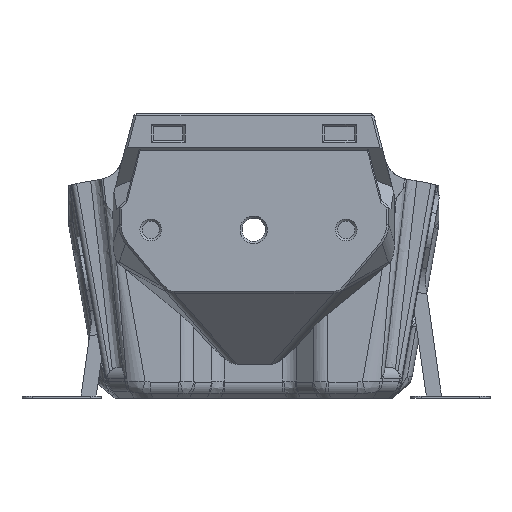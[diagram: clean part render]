
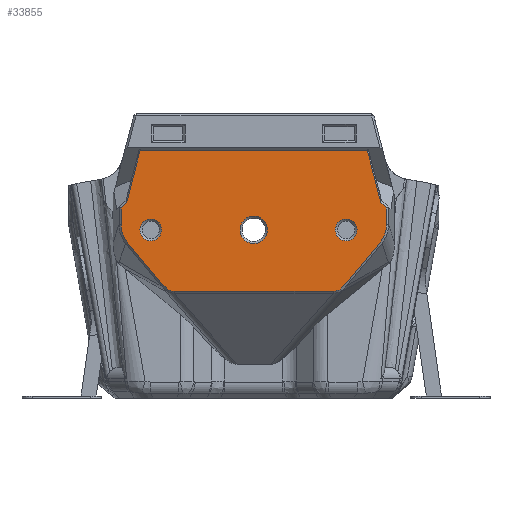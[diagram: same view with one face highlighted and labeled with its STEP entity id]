
A CAD part, front view. The second image highlights one B-rep face of the part: STEP entity #33855.
In plain terms, the highlighted planar face has unit normal (0, -1, 0).
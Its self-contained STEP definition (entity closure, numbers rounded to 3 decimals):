
#1134=B_SPLINE_CURVE_WITH_KNOTS('',3,(#61196,#61197,#61198,#61199),
 .UNSPECIFIED.,.F.,.F.,(4,4),(0.,0.004),.UNSPECIFIED.);
#1135=B_SPLINE_CURVE_WITH_KNOTS('',3,(#61203,#61204,#61205,#61206),
 .UNSPECIFIED.,.F.,.F.,(4,4),(0.,0.002),.UNSPECIFIED.);
#1136=B_SPLINE_CURVE_WITH_KNOTS('',3,(#61208,#61209,#61210,#61211),
 .UNSPECIFIED.,.F.,.F.,(4,4),(0.,0.001),.UNSPECIFIED.);
#1137=B_SPLINE_CURVE_WITH_KNOTS('',3,(#61215,#61216,#61217,#61218),
 .UNSPECIFIED.,.F.,.F.,(4,4),(0.,0.001),.UNSPECIFIED.);
#1138=B_SPLINE_CURVE_WITH_KNOTS('',3,(#61220,#61221,#61222,#61223),
 .UNSPECIFIED.,.F.,.F.,(4,4),(0.,0.002),
 .UNSPECIFIED.);
#1139=B_SPLINE_CURVE_WITH_KNOTS('',3,(#61227,#61228,#61229,#61230),
 .UNSPECIFIED.,.F.,.F.,(4,4),(0.017,0.02),
 .UNSPECIFIED.);
#2027=CIRCLE('',#36784,2.05);
#2028=CIRCLE('',#36785,2.05);
#2029=CIRCLE('',#36786,2.6);
#10551=ORIENTED_EDGE('',*,*,#16971,.T.);
#10552=ORIENTED_EDGE('',*,*,#16972,.T.);
#10553=ORIENTED_EDGE('',*,*,#16973,.T.);
#10554=ORIENTED_EDGE('',*,*,#16945,.T.);
#10555=ORIENTED_EDGE('',*,*,#13551,.T.);
#10556=ORIENTED_EDGE('',*,*,#16942,.F.);
#10557=ORIENTED_EDGE('',*,*,#16974,.F.);
#10558=ORIENTED_EDGE('',*,*,#16975,.T.);
#10559=ORIENTED_EDGE('',*,*,#16976,.F.);
#10560=ORIENTED_EDGE('',*,*,#16977,.F.);
#10561=ORIENTED_EDGE('',*,*,#16978,.F.);
#10562=ORIENTED_EDGE('',*,*,#16979,.F.);
#10563=ORIENTED_EDGE('',*,*,#16980,.F.);
#10564=ORIENTED_EDGE('',*,*,#16981,.T.);
#10565=ORIENTED_EDGE('',*,*,#16982,.T.);
#10566=ORIENTED_EDGE('',*,*,#16983,.T.);
#10567=ORIENTED_EDGE('',*,*,#16984,.T.);
#10568=ORIENTED_EDGE('',*,*,#16985,.F.);
#10569=ORIENTED_EDGE('',*,*,#16986,.T.);
#13551=EDGE_CURVE('',#18490,#18489,#21712,.T.);
#16942=EDGE_CURVE('',#20635,#18489,#23548,.T.);
#16945=EDGE_CURVE('',#20636,#18490,#23551,.T.);
#16971=EDGE_CURVE('',#20654,#20654,#2027,.T.);
#16972=EDGE_CURVE('',#20655,#20655,#2028,.T.);
#16973=EDGE_CURVE('',#20656,#20656,#2029,.F.);
#16974=EDGE_CURVE('',#20657,#20635,#23568,.T.);
#16975=EDGE_CURVE('',#20657,#20658,#23569,.F.);
#16976=EDGE_CURVE('',#20659,#20658,#1134,.T.);
#16977=EDGE_CURVE('',#20660,#20659,#23570,.T.);
#16978=EDGE_CURVE('',#20661,#20660,#1135,.T.);
#16979=EDGE_CURVE('',#20662,#20661,#1136,.T.);
#16980=EDGE_CURVE('',#20663,#20662,#23571,.T.);
#16981=EDGE_CURVE('',#20663,#20664,#1137,.T.);
#16982=EDGE_CURVE('',#20664,#20665,#1138,.T.);
#16983=EDGE_CURVE('',#20665,#20666,#23572,.T.);
#16984=EDGE_CURVE('',#20666,#20667,#1139,.T.);
#16985=EDGE_CURVE('',#20668,#20667,#23573,.F.);
#16986=EDGE_CURVE('',#20668,#20636,#23574,.T.);
#18489=VERTEX_POINT('',#47161);
#18490=VERTEX_POINT('',#47163);
#20635=VERTEX_POINT('',#61100);
#20636=VERTEX_POINT('',#61106);
#20654=VERTEX_POINT('',#61187);
#20655=VERTEX_POINT('',#61189);
#20656=VERTEX_POINT('',#61191);
#20657=VERTEX_POINT('',#61193);
#20658=VERTEX_POINT('',#61195);
#20659=VERTEX_POINT('',#61200);
#20660=VERTEX_POINT('',#61202);
#20661=VERTEX_POINT('',#61207);
#20662=VERTEX_POINT('',#61212);
#20663=VERTEX_POINT('',#61214);
#20664=VERTEX_POINT('',#61219);
#20665=VERTEX_POINT('',#61224);
#20666=VERTEX_POINT('',#61226);
#20667=VERTEX_POINT('',#61231);
#20668=VERTEX_POINT('',#61233);
#21712=LINE('',#47162,#24675);
#23548=LINE('',#61101,#26511);
#23551=LINE('',#61105,#26514);
#23568=LINE('',#61192,#26531);
#23569=LINE('',#61194,#26532);
#23570=LINE('',#61201,#26533);
#23571=LINE('',#61213,#26534);
#23572=LINE('',#61225,#26535);
#23573=LINE('',#61232,#26536);
#23574=LINE('',#61234,#26537);
#24675=VECTOR('',#38241,1000.);
#26511=VECTOR('',#44061,1000.);
#26514=VECTOR('',#44066,1000.);
#26531=VECTOR('',#44109,1000.);
#26532=VECTOR('',#44110,1000.);
#26533=VECTOR('',#44111,1000.);
#26534=VECTOR('',#44112,1000.);
#26535=VECTOR('',#44113,1000.);
#26536=VECTOR('',#44114,1000.);
#26537=VECTOR('',#44115,1000.);
#28790=EDGE_LOOP('',(#10551));
#28791=EDGE_LOOP('',(#10552));
#28792=EDGE_LOOP('',(#10553));
#28793=EDGE_LOOP('',(#10554,#10555,#10556,#10557,#10558,#10559,#10560,#10561,
#10562,#10563,#10564,#10565,#10566,#10567,#10568,#10569));
#30839=FACE_BOUND('',#28790,.T.);
#30840=FACE_BOUND('',#28791,.T.);
#30841=FACE_BOUND('',#28792,.T.);
#30842=FACE_BOUND('',#28793,.T.);
#32082=PLANE('',#36783);
#33855=ADVANCED_FACE('',(#30839,#30840,#30841,#30842),#32082,.T.);
#36783=AXIS2_PLACEMENT_3D('',#61185,#44101,#44102);
#36784=AXIS2_PLACEMENT_3D('',#61186,#44103,#44104);
#36785=AXIS2_PLACEMENT_3D('',#61188,#44105,#44106);
#36786=AXIS2_PLACEMENT_3D('',#61190,#44107,#44108);
#38241=DIRECTION('',(-1.,0.,0.));
#44061=DIRECTION('',(0.25,0.,0.968));
#44066=DIRECTION('',(-0.25,0.,0.968));
#44101=DIRECTION('',(0.,-1.,0.));
#44102=DIRECTION('',(1.,0.,0.));
#44103=DIRECTION('',(0.,1.,0.));
#44104=DIRECTION('',(0.,0.,1.));
#44105=DIRECTION('',(0.,1.,0.));
#44106=DIRECTION('',(0.,0.,1.));
#44107=DIRECTION('',(0.,-1.,0.));
#44108=DIRECTION('',(0.,0.,-1.));
#44109=DIRECTION('',(0.714,0.,0.7));
#44110=DIRECTION('',(0.,0.,1.));
#44111=DIRECTION('',(-0.643,0.,0.766));
#44112=DIRECTION('',(-1.,0.,0.));
#44113=DIRECTION('',(0.643,0.,0.766));
#44114=DIRECTION('',(0.,0.,1.));
#44115=DIRECTION('',(-0.714,0.,0.7));
#47161=CARTESIAN_POINT('',(-21.524,-30.914,46.796));
#47162=CARTESIAN_POINT('',(21.765,-30.914,46.796));
#47163=CARTESIAN_POINT('',(21.524,-30.914,46.796));
#61100=CARTESIAN_POINT('',(-24.05,-30.914,37.028));
#61101=CARTESIAN_POINT('',(-23.525,-30.914,39.06));
#61105=CARTESIAN_POINT('',(23.483,-30.914,39.22));
#61106=CARTESIAN_POINT('',(24.05,-30.914,37.028));
#61185=CARTESIAN_POINT('',(0.,-30.914,33.146));
#61186=CARTESIAN_POINT('',(17.499,-30.914,31.853));
#61187=CARTESIAN_POINT('',(17.499,-30.914,33.903));
#61188=CARTESIAN_POINT('',(-19.501,-30.914,31.853));
#61189=CARTESIAN_POINT('',(-19.501,-30.914,33.903));
#61190=CARTESIAN_POINT('',(0.,-30.914,31.85));
#61191=CARTESIAN_POINT('',(0.,-30.914,29.25));
#61192=CARTESIAN_POINT('',(-13.808,-30.914,47.065));
#61193=CARTESIAN_POINT('',(-25.107,-30.914,35.993));
#61194=CARTESIAN_POINT('',(-25.107,-30.914,32.976));
#61195=CARTESIAN_POINT('',(-25.107,-30.914,32.789));
#61196=CARTESIAN_POINT('',(-23.973,-30.914,29.532));
#61197=CARTESIAN_POINT('',(-24.732,-30.914,30.438));
#61198=CARTESIAN_POINT('',(-25.107,-30.914,31.609));
#61199=CARTESIAN_POINT('',(-25.107,-30.914,32.789));
#61200=CARTESIAN_POINT('',(-23.973,-30.914,29.532));
#61201=CARTESIAN_POINT('',(-15.763,-30.914,19.748));
#61202=CARTESIAN_POINT('',(-17.431,-30.914,21.735));
#61203=CARTESIAN_POINT('',(-16.377,-30.914,20.624));
#61204=CARTESIAN_POINT('',(-16.749,-30.914,20.974));
#61205=CARTESIAN_POINT('',(-17.102,-30.914,21.344));
#61206=CARTESIAN_POINT('',(-17.431,-30.914,21.735));
#61207=CARTESIAN_POINT('',(-16.377,-30.914,20.624));
#61208=CARTESIAN_POINT('',(-15.042,-30.914,20.209));
#61209=CARTESIAN_POINT('',(-15.517,-30.914,20.209));
#61210=CARTESIAN_POINT('',(-15.969,-30.914,20.384));
#61211=CARTESIAN_POINT('',(-16.377,-30.914,20.624));
#61212=CARTESIAN_POINT('',(-15.042,-30.914,20.209));
#61213=CARTESIAN_POINT('',(0.,-30.914,20.209));
#61214=CARTESIAN_POINT('',(15.042,-30.914,20.209));
#61215=CARTESIAN_POINT('',(15.042,-30.914,20.209));
#61216=CARTESIAN_POINT('',(15.517,-30.914,20.209));
#61217=CARTESIAN_POINT('',(15.969,-30.914,20.384));
#61218=CARTESIAN_POINT('',(16.377,-30.914,20.624));
#61219=CARTESIAN_POINT('',(16.377,-30.914,20.624));
#61220=CARTESIAN_POINT('',(16.377,-30.914,20.624));
#61221=CARTESIAN_POINT('',(16.749,-30.914,20.974));
#61222=CARTESIAN_POINT('',(17.102,-30.914,21.344));
#61223=CARTESIAN_POINT('',(17.431,-30.914,21.735));
#61224=CARTESIAN_POINT('',(17.431,-30.914,21.735));
#61225=CARTESIAN_POINT('',(15.763,-30.914,19.748));
#61226=CARTESIAN_POINT('',(23.973,-30.914,29.532));
#61227=CARTESIAN_POINT('',(23.973,-30.914,29.532));
#61228=CARTESIAN_POINT('',(24.733,-30.914,30.439));
#61229=CARTESIAN_POINT('',(25.107,-30.914,31.616));
#61230=CARTESIAN_POINT('',(25.107,-30.914,32.789));
#61231=CARTESIAN_POINT('',(25.107,-30.914,32.789));
#61232=CARTESIAN_POINT('',(25.107,-30.914,32.976));
#61233=CARTESIAN_POINT('',(25.107,-30.914,35.993));
#61234=CARTESIAN_POINT('',(13.808,-30.914,47.065));
